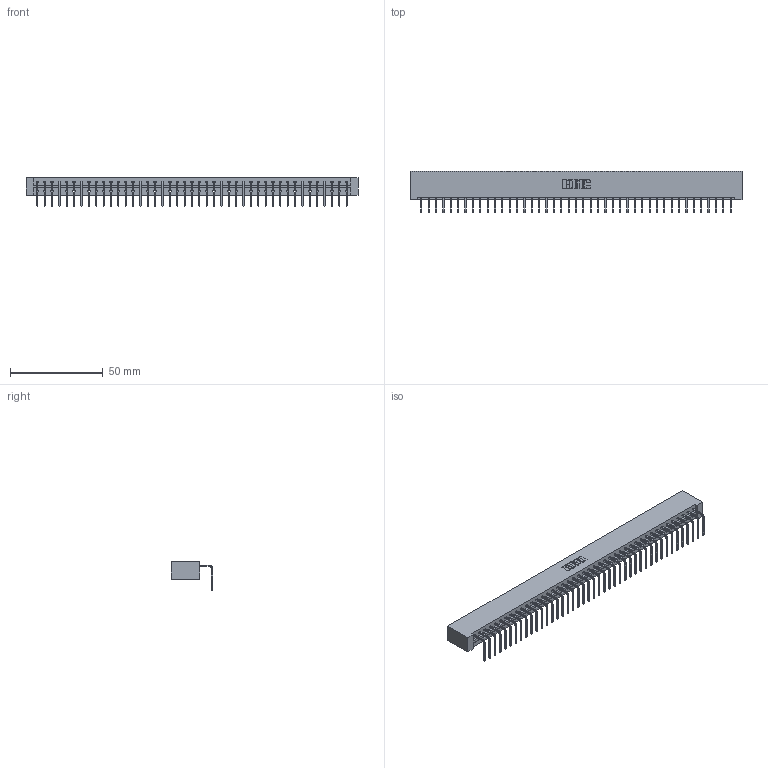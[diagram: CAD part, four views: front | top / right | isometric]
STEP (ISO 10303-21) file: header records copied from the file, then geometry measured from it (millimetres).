
FILE_DESCRIPTION (( 'STEP AP203' ), '1' );
FILE_NAME ('833-043-558-101.STEP', '2020-06-04T00:17:14', ( '' ), ( '' ), 'SwSTEP 2.0', 'SolidWorks 2020', '' );
FILE_SCHEMA (( 'CONFIG_CONTROL_DESIGN' ));
Length unit declared in the file: inch
Products named in the file (3): 833-043-558-101; 833 Part_Lugless; 345-292-001_558 Tail - 2
Assembly tree (44 placements, depth 2):
  833-043-558-101
    833 Part_Lugless
    345-292-001_558 Tail - 2  x43
Bounding box: 178.64 x 22.17 x 15.37 mm (x, y, z)
Volume: 18740.7 mm3; surface area: 21118.7 mm2
Topology: 44 solids, 44 shells, 2686 faces, 8113 edges, 5350 vertices
Faces by surface type: plane 1958, cylinder 728
Entity records: 25965 total; most frequent: CARTESIAN_POINT 4487, ORIENTED_EDGE 4466, DIRECTION 3775, EDGE_CURVE 2233, VECTOR 2113, LINE 2113, VERTEX_POINT 1486, AXIS2_PLACEMENT_3D 831
